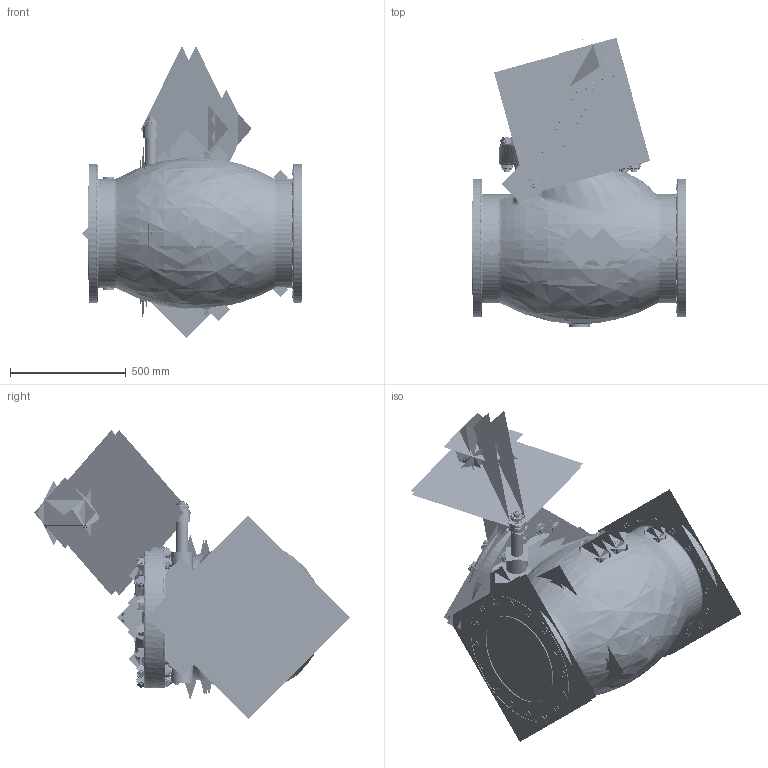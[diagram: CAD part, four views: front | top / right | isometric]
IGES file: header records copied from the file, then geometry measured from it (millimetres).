
Start section:  PTC IGES file: swing_check_valve_80005-flxfl-o_asm.igs
Global section: file name: swing_check_valve_80005-flxfl-o_asm.igs; native system: Creo Parametric by Parametric Technology Corporation; preprocessor: 2013050; author: HAPPY; organization: Unknown; date: 20161221.164628; units: inch
Bounding box: 948.83 x 1362.81 x 1258.18 mm (x, y, z)
Volume: 101139893.8 mm3; surface area: 39433971 mm2
Topology: 66 solids, 66 shells, 4136 faces, 20545 edges, 25768 vertices
Faces by surface type: revolution 2478, bspline 1658
